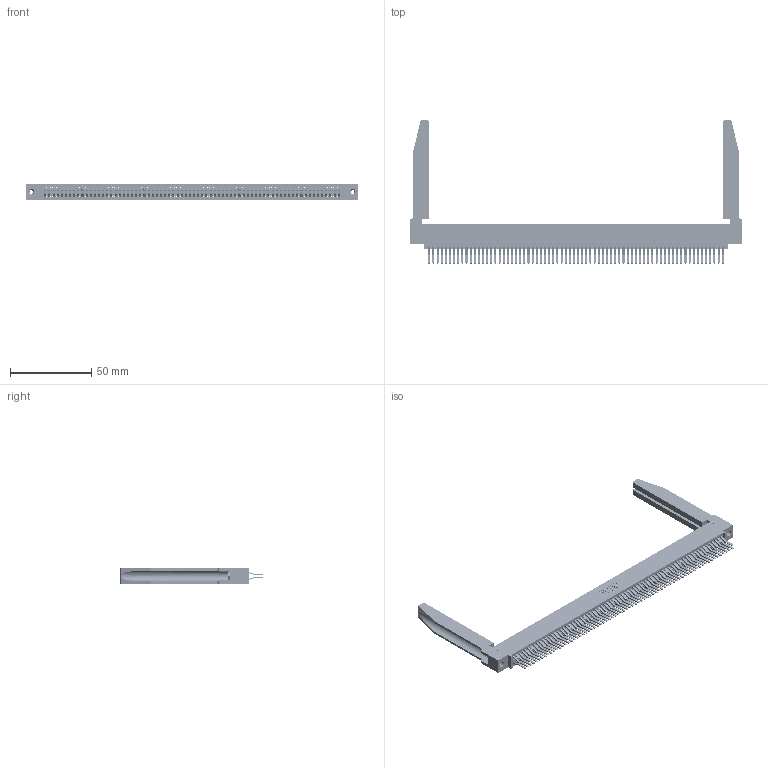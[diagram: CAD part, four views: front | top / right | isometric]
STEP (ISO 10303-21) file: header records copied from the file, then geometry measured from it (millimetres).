
FILE_DESCRIPTION (( 'STEP AP203' ), '1' );
FILE_NAME ('395-144-560-578.STEP', '2019-10-30T18:00:10', ( '' ), ( '' ), 'SwSTEP 2.0', 'SolidWorks 2016', '' );
FILE_SCHEMA (( 'CONFIG_CONTROL_DESIGN' ));
Length unit declared in the file: inch
Products named in the file (5): 345 Part_0.110 Offset - 0.156 Dia-TH; 345-292-001_560 Tail; 345-250-001_345-250-001-102; 345-220-078_345-220-078; 395-144-560-578
Assembly tree (149 placements, depth 2):
  395-144-560-578
    345 Part_0.110 Offset - 0.156 Dia-TH
    345-292-001_560 Tail  x144
    345-250-001_345-250-001-102  x2
    345-220-078_345-220-078  x2
Bounding box: 204.11 x 88.2 x 9.4 mm (x, y, z)
Volume: 28747.3 mm3; surface area: 40947.1 mm2
Topology: 149 solids, 149 shells, 7852 faces, 23281 edges, 15318 vertices
Faces by surface type: plane 4978, cylinder 2822, bspline 36, cone 12, torus 4
Entity records: 57414 total; most frequent: CARTESIAN_POINT 10515, ORIENTED_EDGE 9346, DIRECTION 8231, EDGE_CURVE 4673, LINE 4155, VECTOR 4155, VERTEX_POINT 3108, AXIS2_PLACEMENT_3D 2038
